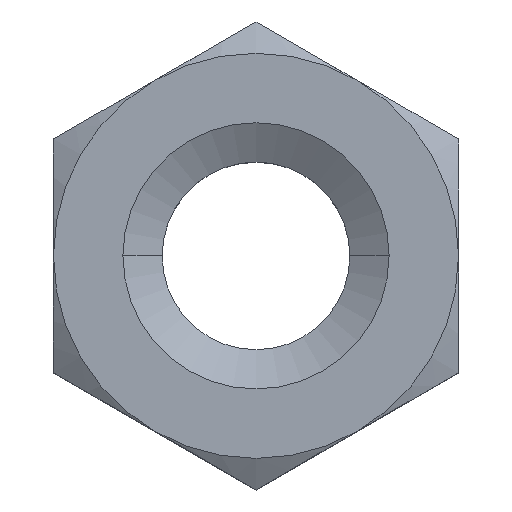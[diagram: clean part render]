
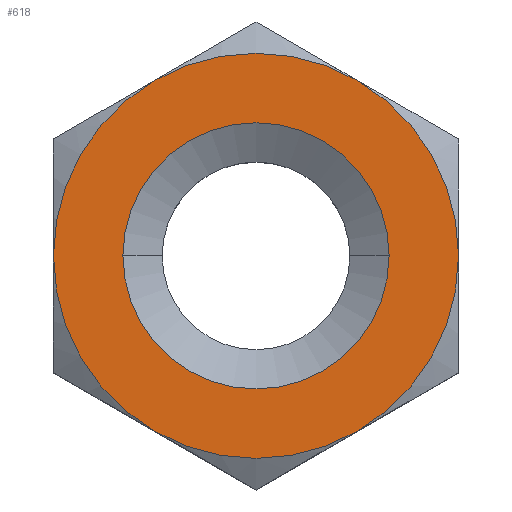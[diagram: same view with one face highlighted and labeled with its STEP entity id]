
A CAD part, top view. The second image highlights one B-rep face of the part: STEP entity #618.
In plain terms, the highlighted planar face has unit normal (0, 0, 1).
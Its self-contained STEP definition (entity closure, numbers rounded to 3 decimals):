
#28 = CIRCLE ( 'NONE', #176, 2.3 ) ;
#34 = AXIS2_PLACEMENT_3D ( 'NONE', #181, #303, #132 ) ;
#36 = DIRECTION ( 'NONE',  ( 1., 0., 0. ) ) ;
#43 = CARTESIAN_POINT ( 'NONE',  ( 0., 0., 0. ) ) ;
#46 = FACE_OUTER_BOUND ( 'NONE', #263, .T. ) ;
#69 = DIRECTION ( 'NONE',  ( 0., 0., 1. ) ) ;
#73 = DIRECTION ( 'NONE',  ( 0., 0., 1. ) ) ;
#85 = VERTEX_POINT ( 'NONE', #385 ) ;
#98 = CARTESIAN_POINT ( 'NONE',  ( 0., 0., 0. ) ) ;
#123 = DIRECTION ( 'NONE',  ( 1., 0., 0. ) ) ;
#125 = VERTEX_POINT ( 'NONE', #616 ) ;
#126 = CARTESIAN_POINT ( 'NONE',  ( 0., 0., 0. ) ) ;
#128 = EDGE_CURVE ( 'NONE', #85, #125, #483, .T. ) ;
#132 = DIRECTION ( 'NONE',  ( 1., 0., 0. ) ) ;
#133 = CIRCLE ( 'NONE', #721, 3.5 ) ;
#134 = ORIENTED_EDGE ( 'NONE', *, *, #128, .T. ) ;
#154 = VERTEX_POINT ( 'NONE', #227 ) ;
#176 = AXIS2_PLACEMENT_3D ( 'NONE', #98, #434, #36 ) ;
#181 = CARTESIAN_POINT ( 'NONE',  ( 0., 0., 0. ) ) ;
#193 = EDGE_CURVE ( 'NONE', #125, #438, #330, .T. ) ;
#202 = ORIENTED_EDGE ( 'NONE', *, *, #561, .F. ) ;
#215 = PLANE ( 'NONE',  #389 ) ;
#217 = CIRCLE ( 'NONE', #560, 3.5 ) ;
#227 = CARTESIAN_POINT ( 'NONE',  ( 2.3, 0., 0. ) ) ;
#228 = ORIENTED_EDGE ( 'NONE', *, *, #302, .F. ) ;
#241 = CARTESIAN_POINT ( 'NONE',  ( 0., 0., 0. ) ) ;
#246 = DIRECTION ( 'NONE',  ( 1., 0., 0. ) ) ;
#248 = VERTEX_POINT ( 'NONE', #633 ) ;
#263 = EDGE_LOOP ( 'NONE', ( #134, #341, #590, #516, #416, #464 ) ) ;
#276 = DIRECTION ( 'NONE',  ( 0., 0., 1. ) ) ;
#277 = DIRECTION ( 'NONE',  ( 0., 0., 1. ) ) ;
#302 = EDGE_CURVE ( 'NONE', #562, #154, #28, .T. ) ;
#303 = DIRECTION ( 'NONE',  ( 0., 0., 1. ) ) ;
#309 = EDGE_CURVE ( 'NONE', #248, #614, #133, .T. ) ;
#315 = AXIS2_PLACEMENT_3D ( 'NONE', #410, #69, #246 ) ;
#330 = CIRCLE ( 'NONE', #34, 3.5 ) ;
#336 = EDGE_CURVE ( 'NONE', #438, #248, #402, .T. ) ;
#341 = ORIENTED_EDGE ( 'NONE', *, *, #193, .T. ) ;
#357 = EDGE_CURVE ( 'NONE', #614, #707, #217, .T. ) ;
#385 = CARTESIAN_POINT ( 'NONE',  ( 1.75, -3.031, 0. ) ) ;
#389 = AXIS2_PLACEMENT_3D ( 'NONE', #710, #276, #446 ) ;
#394 = DIRECTION ( 'NONE',  ( 0., 0., 1. ) ) ;
#402 = CIRCLE ( 'NONE', #445, 3.5 ) ;
#409 = CARTESIAN_POINT ( 'NONE',  ( 0., 0., 0. ) ) ;
#410 = CARTESIAN_POINT ( 'NONE',  ( 0., 0., 0. ) ) ;
#416 = ORIENTED_EDGE ( 'NONE', *, *, #357, .T. ) ;
#424 = CIRCLE ( 'NONE', #486, 3.5 ) ;
#434 = DIRECTION ( 'NONE',  ( 0., 0., 1. ) ) ;
#438 = VERTEX_POINT ( 'NONE', #568 ) ;
#445 = AXIS2_PLACEMENT_3D ( 'NONE', #409, #510, #676 ) ;
#446 = DIRECTION ( 'NONE',  ( 1., 0., 0. ) ) ;
#453 = CARTESIAN_POINT ( 'NONE',  ( -1.75, -3.031, 0. ) ) ;
#464 = ORIENTED_EDGE ( 'NONE', *, *, #553, .T. ) ;
#483 = CIRCLE ( 'NONE', #533, 3.5 ) ;
#486 = AXIS2_PLACEMENT_3D ( 'NONE', #241, #559, #123 ) ;
#510 = DIRECTION ( 'NONE',  ( 0., 0., 1. ) ) ;
#516 = ORIENTED_EDGE ( 'NONE', *, *, #309, .T. ) ;
#517 = CARTESIAN_POINT ( 'NONE',  ( -2.3, 0., 0. ) ) ;
#518 = DIRECTION ( 'NONE',  ( 1., 0., 0. ) ) ;
#533 = AXIS2_PLACEMENT_3D ( 'NONE', #43, #394, #668 ) ;
#539 = CARTESIAN_POINT ( 'NONE',  ( 0., 0., 0. ) ) ;
#541 = FACE_BOUND ( 'NONE', #549, .T. ) ;
#549 = EDGE_LOOP ( 'NONE', ( #202, #228 ) ) ;
#553 = EDGE_CURVE ( 'NONE', #707, #85, #424, .T. ) ;
#559 = DIRECTION ( 'NONE',  ( 0., 0., 1. ) ) ;
#560 = AXIS2_PLACEMENT_3D ( 'NONE', #126, #73, #518 ) ;
#561 = EDGE_CURVE ( 'NONE', #154, #562, #714, .T. ) ;
#562 = VERTEX_POINT ( 'NONE', #517 ) ;
#568 = CARTESIAN_POINT ( 'NONE',  ( 1.75, 3.031, 0. ) ) ;
#590 = ORIENTED_EDGE ( 'NONE', *, *, #336, .T. ) ;
#600 = CARTESIAN_POINT ( 'NONE',  ( -3.5, 0., 0. ) ) ;
#614 = VERTEX_POINT ( 'NONE', #600 ) ;
#616 = CARTESIAN_POINT ( 'NONE',  ( 3.5, 0., 0. ) ) ;
#618 = ADVANCED_FACE ( 'NONE', ( #541, #46 ), #215, .T. ) ;
#633 = CARTESIAN_POINT ( 'NONE',  ( -1.75, 3.031, 0. ) ) ;
#668 = DIRECTION ( 'NONE',  ( 1., 0., 0. ) ) ;
#676 = DIRECTION ( 'NONE',  ( 1., 0., 0. ) ) ;
#707 = VERTEX_POINT ( 'NONE', #453 ) ;
#710 = CARTESIAN_POINT ( 'NONE',  ( 0., 4.041, 0. ) ) ;
#714 = CIRCLE ( 'NONE', #315, 2.3 ) ;
#721 = AXIS2_PLACEMENT_3D ( 'NONE', #539, #277, #722 ) ;
#722 = DIRECTION ( 'NONE',  ( 1., 0., 0. ) ) ;
